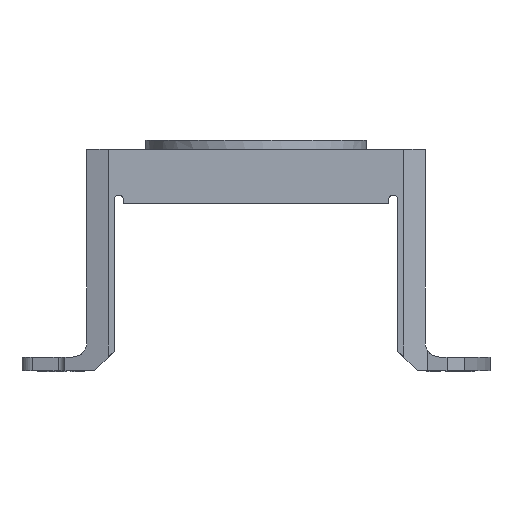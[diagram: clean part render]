
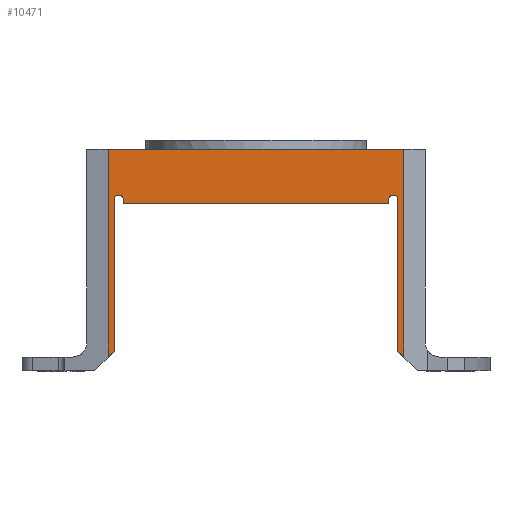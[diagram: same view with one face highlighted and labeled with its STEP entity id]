
A CAD part, front view. The second image highlights one B-rep face of the part: STEP entity #10471.
In plain terms, the highlighted planar face has unit normal (0, -1, 0).
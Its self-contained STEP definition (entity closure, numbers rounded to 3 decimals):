
#523=CIRCLE('',#11294,0.5);
#524=CIRCLE('',#11295,0.5);
#1021=FACE_OUTER_BOUND('',#1582,.T.);
#1582=EDGE_LOOP('',(#9394,#9395,#9396,#9397,#9398,#9399,#9400,#9401,#9402,
#9403,#9404,#9405));
#1881=LINE('',#14813,#3077);
#1918=LINE('',#14883,#3114);
#2537=LINE('',#16489,#3733);
#2564=LINE('',#16579,#3760);
#2713=LINE('',#16942,#3909);
#2773=LINE('',#17251,#3969);
#2775=LINE('',#17257,#3971);
#2776=LINE('',#17258,#3972);
#2777=LINE('',#17261,#3973);
#2778=LINE('',#17263,#3974);
#3077=VECTOR('',#11728,16.45);
#3114=VECTOR('',#11797,0.919);
#3733=VECTOR('',#13392,16.45);
#3760=VECTOR('',#13477,32.1);
#3909=VECTOR('',#13816,28.8);
#3969=VECTOR('',#14066,22.55);
#3971=VECTOR('',#14072,22.55);
#3972=VECTOR('',#14073,0.919);
#3973=VECTOR('',#14076,0.45);
#3974=VECTOR('',#14077,0.45);
#4285=VERTEX_POINT('',#14810);
#4286=VERTEX_POINT('',#14812);
#4303=VERTEX_POINT('',#14881);
#4759=VERTEX_POINT('',#16486);
#4760=VERTEX_POINT('',#16488);
#4793=VERTEX_POINT('',#16576);
#4794=VERTEX_POINT('',#16578);
#4912=VERTEX_POINT('',#16940);
#4913=VERTEX_POINT('',#16941);
#4997=VERTEX_POINT('',#17256);
#4998=VERTEX_POINT('',#17259);
#4999=VERTEX_POINT('',#17262);
#5320=EDGE_CURVE('',#4286,#4285,#1881,.T.);
#5358=EDGE_CURVE('',#4285,#4303,#1918,.T.);
#6136=EDGE_CURVE('',#4760,#4759,#2537,.T.);
#6179=EDGE_CURVE('',#4794,#4793,#2564,.T.);
#6363=EDGE_CURVE('',#4912,#4913,#2713,.T.);
#6491=EDGE_CURVE('',#4303,#4794,#2773,.T.);
#6494=EDGE_CURVE('',#4997,#4793,#2775,.T.);
#6495=EDGE_CURVE('',#4997,#4760,#2776,.T.);
#6496=EDGE_CURVE('',#4759,#4998,#523,.T.);
#6497=EDGE_CURVE('',#4998,#4912,#2777,.T.);
#6498=EDGE_CURVE('',#4913,#4999,#2778,.T.);
#6499=EDGE_CURVE('',#4999,#4286,#524,.T.);
#9394=ORIENTED_EDGE('',*,*,#6179,.T.);
#9395=ORIENTED_EDGE('',*,*,#6494,.F.);
#9396=ORIENTED_EDGE('',*,*,#6495,.T.);
#9397=ORIENTED_EDGE('',*,*,#6136,.T.);
#9398=ORIENTED_EDGE('',*,*,#6496,.T.);
#9399=ORIENTED_EDGE('',*,*,#6497,.T.);
#9400=ORIENTED_EDGE('',*,*,#6363,.T.);
#9401=ORIENTED_EDGE('',*,*,#6498,.T.);
#9402=ORIENTED_EDGE('',*,*,#6499,.T.);
#9403=ORIENTED_EDGE('',*,*,#5320,.T.);
#9404=ORIENTED_EDGE('',*,*,#5358,.T.);
#9405=ORIENTED_EDGE('',*,*,#6491,.T.);
#9960=PLANE('',#11293);
#10471=ADVANCED_FACE('',(#1021),#9960,.T.);
#11293=AXIS2_PLACEMENT_3D('',#17255,#14070,#14071);
#11294=AXIS2_PLACEMENT_3D('',#17260,#14074,#14075);
#11295=AXIS2_PLACEMENT_3D('',#17264,#14078,#14079);
#11728=DIRECTION('',(0.,0.,-1.));
#11797=DIRECTION('',(0.707,0.,-0.707));
#13392=DIRECTION('',(0.,0.,1.));
#13477=DIRECTION('',(-1.,0.,0.));
#13816=DIRECTION('',(1.,0.,0.));
#14066=DIRECTION('',(0.,0.,1.));
#14070=DIRECTION('center_axis',(0.,-1.,0.));
#14071=DIRECTION('ref_axis',(0.,0.,1.));
#14072=DIRECTION('',(0.,0.,1.));
#14073=DIRECTION('',(0.707,0.,0.707));
#14074=DIRECTION('center_axis',(0.,1.,0.));
#14075=DIRECTION('ref_axis',(1.,0.,0.));
#14076=DIRECTION('',(0.,0.,-1.));
#14077=DIRECTION('',(0.,0.,1.));
#14078=DIRECTION('center_axis',(0.,1.,0.));
#14079=DIRECTION('ref_axis',(1.,0.,0.));
#14810=CARTESIAN_POINT('',(15.4,-22.65,-9.875));
#14812=CARTESIAN_POINT('',(15.4,-22.65,6.575));
#14813=CARTESIAN_POINT('',(15.4,-22.65,-2.725));
#14881=CARTESIAN_POINT('',(16.05,-22.65,-10.525));
#14883=CARTESIAN_POINT('',(16.1,-22.65,-10.575));
#16486=CARTESIAN_POINT('',(-15.4,-22.65,6.575));
#16488=CARTESIAN_POINT('',(-15.4,-22.65,-9.875));
#16489=CARTESIAN_POINT('',(-15.4,-22.65,-10.95));
#16576=CARTESIAN_POINT('',(-16.05,-22.65,12.025));
#16578=CARTESIAN_POINT('',(16.05,-22.65,12.025));
#16579=CARTESIAN_POINT('',(8.025,-22.65,12.025));
#16940=CARTESIAN_POINT('',(-14.4,-22.65,6.125));
#16941=CARTESIAN_POINT('',(14.4,-22.65,6.125));
#16942=CARTESIAN_POINT('',(0.825,-22.65,6.125));
#17251=CARTESIAN_POINT('',(16.05,-22.65,-12.025));
#17255=CARTESIAN_POINT('Origin',(16.05,-22.65,-12.025));
#17256=CARTESIAN_POINT('',(-16.05,-22.65,-10.525));
#17257=CARTESIAN_POINT('',(-16.05,-22.65,-12.025));
#17258=CARTESIAN_POINT('',(-9.15,-22.65,-3.625));
#17259=CARTESIAN_POINT('',(-14.4,-22.65,6.575));
#17260=CARTESIAN_POINT('Origin',(-14.9,-22.65,6.575));
#17261=CARTESIAN_POINT('',(-14.4,-22.65,-2.725));
#17262=CARTESIAN_POINT('',(14.4,-22.65,6.575));
#17263=CARTESIAN_POINT('',(14.4,-22.65,-2.95));
#17264=CARTESIAN_POINT('Origin',(14.9,-22.65,6.575));
